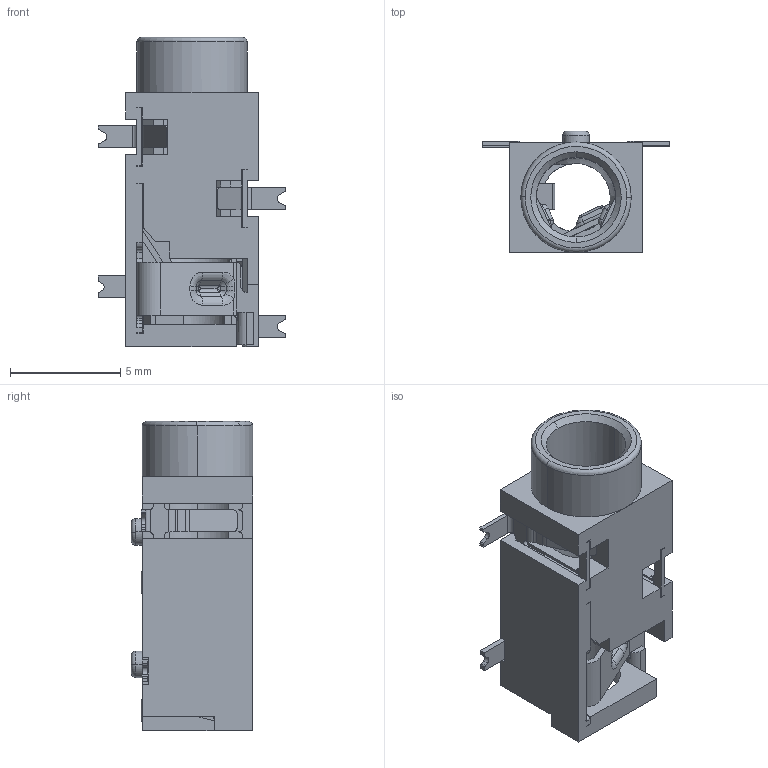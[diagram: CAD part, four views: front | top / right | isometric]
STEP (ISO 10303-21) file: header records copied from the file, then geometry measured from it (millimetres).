
FILE_DESCRIPTION (( 'STEP AP214' ), '1' );
FILE_NAME ('CUI_DEVICES_SJ2-35813B-SMT-TR.step', '2023-06-23T15:35:09', ( '' ), ( '' ), 'SwSTEP 2.0', 'SolidWorks 2023', '' );
FILE_SCHEMA (( 'AUTOMOTIVE_DESIGN' ));
Length unit declared in the file: millimetre
Products named in the file (1): CUI_DEVICES_SJ2-35813B-SMT-TR
Bounding box: 8.5 x 5.5 x 14 mm (x, y, z)
Volume: 211.5 mm3; surface area: 667.6 mm2
Topology: 1 solids, 2 shells, 521 faces, 1475 edges, 939 vertices
Faces by surface type: plane 289, cylinder 172, torus 26, bspline 23, cone 11
Entity records: 19153 total; most frequent: CARTESIAN_POINT 5577, ORIENTED_EDGE 2934, DIRECTION 2771, EDGE_CURVE 1467, LINE 981, VECTOR 981, VERTEX_POINT 939, AXIS2_PLACEMENT_3D 895
